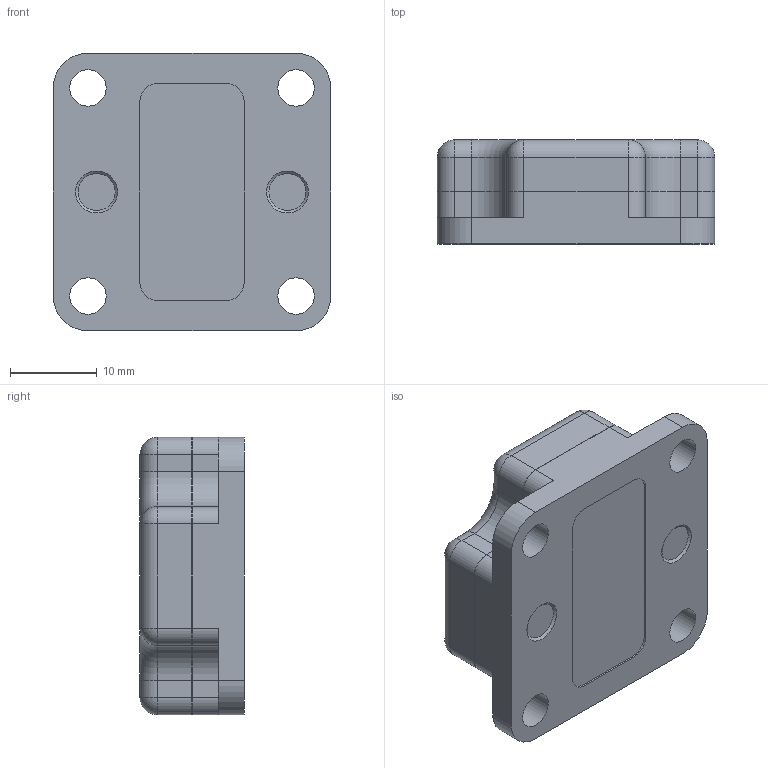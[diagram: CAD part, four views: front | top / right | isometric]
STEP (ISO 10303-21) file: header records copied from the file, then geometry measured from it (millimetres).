
FILE_DESCRIPTION(/* description */ (''),/* implementation_level */ '2;1');
FILE_NAME(/* name */ '45-2005.stp',/* time_stamp */ '2015-10-15T12:02:32-04:00',/* author */ ('Colton Mehlhoff'),/* organization */ (''),/* preprocessor_version */ 'ST-DEVELOPER v15.6',/* originating_system */ 'Autodesk Inventor 2015',/* authorisation */ '');
FILE_SCHEMA (('AUTOMOTIVE_DESIGN { 1 0 10303 214 3 1 1 }'));
Length unit declared in the file: centimetre
Products named in the file (1): single-sensor
Bounding box: 32 x 12 x 32 mm (x, y, z)
Volume: 9660.4 mm3; surface area: 3381.9 mm2
Topology: 1 solids, 1 shells, 124 faces, 298 edges, 180 vertices
Faces by surface type: plane 50, cylinder 48, cone 14, sphere 8, torus 4
Full cylindrical faces by diameter (mm): 4.2 x4
Entity records: 3718 total; most frequent: DIRECTION 658, CARTESIAN_POINT 597, ORIENTED_EDGE 584, EDGE_CURVE 292, AXIS2_PLACEMENT_3D 241, VERTEX_POINT 180, LINE 176, VECTOR 176
